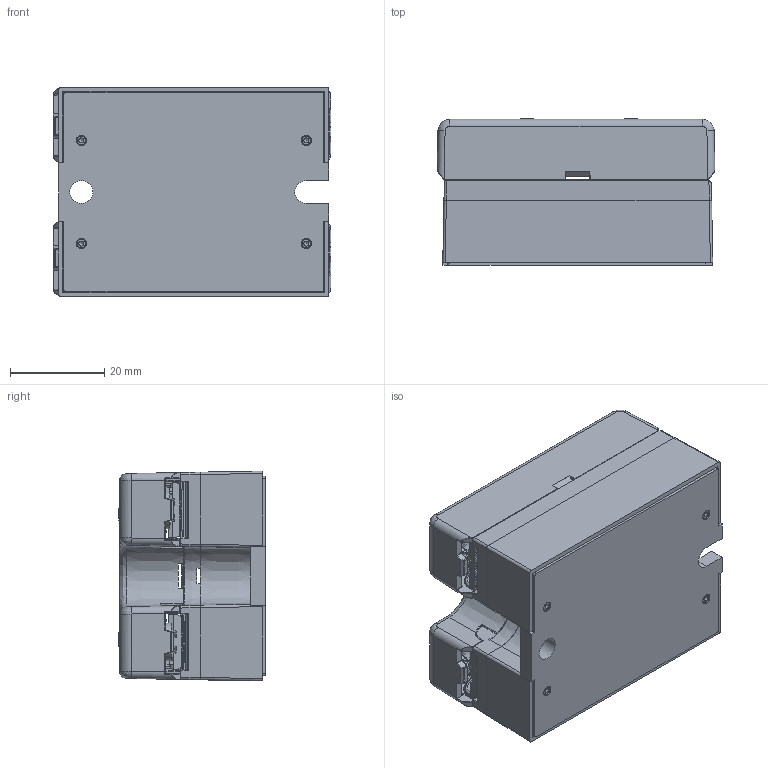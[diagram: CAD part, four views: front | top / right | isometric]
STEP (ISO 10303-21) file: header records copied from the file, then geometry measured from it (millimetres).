
FILE_DESCRIPTION (( 'STEP AP214' ), '1' );
FILE_NAME ('108002.STEP', '2016-12-07T22:39:16', ( '' ), ( '' ), 'SwSTEP 2.0', 'SolidWorks 2015', '' );
FILE_SCHEMA (( 'AUTOMOTIVE_DESIGN' ));
Length unit declared in the file: inch
Products named in the file (1): 108002
Bounding box: 58.85 x 31.01 x 44.45 mm (x, y, z)
Surface area: 19267.4 mm2 (no closed solid volume)
Topology: 0 solids, 21 shells, 866 faces, 5357 edges, 4411 vertices
Faces by surface type: plane 282, cylinder 282, bspline 260, cone 42
Full cylindrical faces by diameter (mm): 2.159 x4, 4.877 x1, 6.858 x2, 8.001 x2
Entity records: 69984 total; most frequent: CARTESIAN_POINT 22394, ORIENTED_EDGE 6861, DIRECTION 5881, EDGE_CURVE 5283, VERTEX_POINT 4391, LINE 3477, VECTOR 3477, EDGE_LOOP 1355
